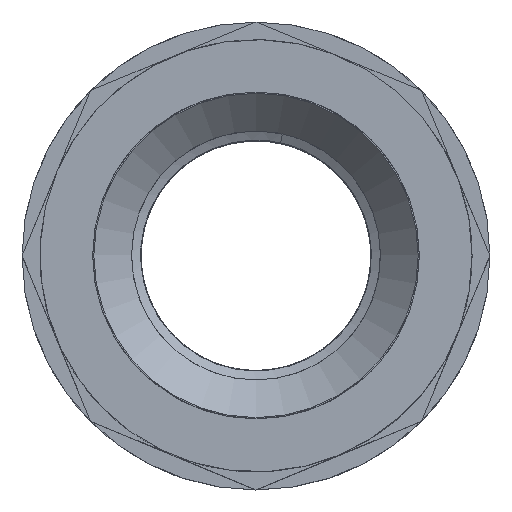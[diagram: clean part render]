
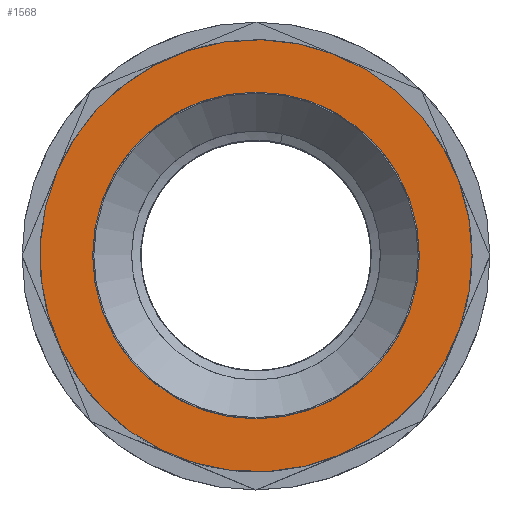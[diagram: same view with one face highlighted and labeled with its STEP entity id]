
A CAD part, top view. The second image highlights one B-rep face of the part: STEP entity #1568.
In plain terms, the highlighted planar face has unit normal (0, 0, 1).
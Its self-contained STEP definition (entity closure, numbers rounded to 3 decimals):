
#15 = AXIS2_PLACEMENT_3D ( 'NONE', #6476, #6477, #6478 ) ;
#32 = CIRCLE ( 'NONE', #15, 20. ) ;
#82 = AXIS2_PLACEMENT_3D ( 'NONE', #6457, #6458, #6459 ) ;
#90 = CIRCLE ( 'NONE', #82, 28.64 ) ;
#1568 = ADVANCED_FACE ( 'NONE', ( #2226, #2232 ), #2225, .T. ) ;
#1790 = ORIENTED_EDGE ( 'NONE', *, *, #2507, .F. ) ;
#2222 = DIRECTION ( 'NONE',  ( 1., 0., 0. ) ) ;
#2223 = DIRECTION ( 'NONE',  ( 0., 0., 1. ) ) ;
#2225 = PLANE ( 'NONE',  #3846 ) ;
#2226 = FACE_OUTER_BOUND ( 'NONE', #2281, .T. ) ;
#2232 = FACE_BOUND ( 'NONE', #2269, .T. ) ;
#2233 = CARTESIAN_POINT ( 'NONE',  ( 0., 0., 30. ) ) ;
#2269 = EDGE_LOOP ( 'NONE', ( #1790 ) ) ;
#2281 = EDGE_LOOP ( 'NONE', ( #7045 ) ) ;
#2501 = EDGE_CURVE ( 'NONE', #6963, #6963, #90, .T. ) ;
#2507 = EDGE_CURVE ( 'NONE', #6965, #6965, #32, .T. ) ;
#3846 = AXIS2_PLACEMENT_3D ( 'NONE', #2233, #2223, #2222 ) ;
#6457 = CARTESIAN_POINT ( 'NONE',  ( 0., 0., 30. ) ) ;
#6458 = DIRECTION ( 'NONE',  ( 0., 0., 1. ) ) ;
#6459 = DIRECTION ( 'NONE',  ( 1., 0., 0. ) ) ;
#6476 = CARTESIAN_POINT ( 'NONE',  ( 0., 0., 30. ) ) ;
#6477 = DIRECTION ( 'NONE',  ( 0., 0., 1. ) ) ;
#6478 = DIRECTION ( 'NONE',  ( 1., 0., 0. ) ) ;
#6963 = VERTEX_POINT ( 'NONE', #6966 ) ;
#6965 = VERTEX_POINT ( 'NONE', #6968 ) ;
#6966 = CARTESIAN_POINT ( 'NONE',  ( 28.64, 0., 30. ) ) ;
#6968 = CARTESIAN_POINT ( 'NONE',  ( 20., 0., 30. ) ) ;
#7045 = ORIENTED_EDGE ( 'NONE', *, *, #2501, .T. ) ;
